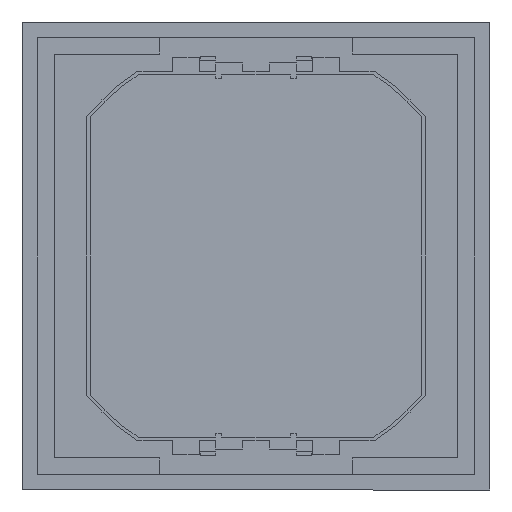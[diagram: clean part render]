
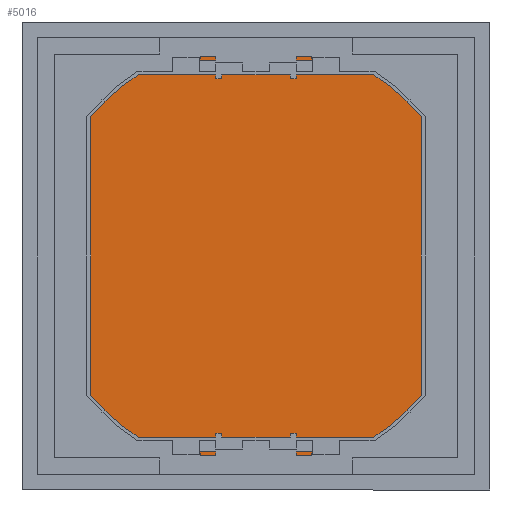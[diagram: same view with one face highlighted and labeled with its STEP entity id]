
A CAD part, front view. The second image highlights one B-rep face of the part: STEP entity #5016.
In plain terms, the highlighted planar face has unit normal (0, -1, 0).
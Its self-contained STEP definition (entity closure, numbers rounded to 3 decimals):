
#137 = FACE_OUTER_BOUND ( 'NONE', #11689, .T. ) ;
#606 = DIRECTION ( 'NONE',  ( 0., 0., -1. ) ) ;
#613 = EDGE_CURVE ( 'NONE', #6166, #1418, #11197, .T. ) ;
#970 = CARTESIAN_POINT ( 'NONE',  ( -142.5, -4., -142.5 ) ) ;
#1418 = VERTEX_POINT ( 'NONE', #13467 ) ;
#2218 = ORIENTED_EDGE ( 'NONE', *, *, #4561, .F. ) ;
#2277 = ORIENTED_EDGE ( 'NONE', *, *, #10776, .F. ) ;
#2440 = LINE ( 'NONE', #11900, #2682 ) ;
#2462 = DIRECTION ( 'NONE',  ( 0., 1., 0. ) ) ;
#2682 = VECTOR ( 'NONE', #8308, 1000. ) ;
#3159 = LINE ( 'NONE', #10906, #13902 ) ;
#3915 = DIRECTION ( 'NONE',  ( 1., 0., 0. ) ) ;
#4561 = EDGE_CURVE ( 'NONE', #1418, #5183, #5943, .T. ) ;
#5016 = ADVANCED_FACE ( 'NONE', ( #137 ), #12744, .F. ) ;
#5183 = VERTEX_POINT ( 'NONE', #9423 ) ;
#5943 = LINE ( 'NONE', #10504, #10815 ) ;
#6166 = VERTEX_POINT ( 'NONE', #6189 ) ;
#6189 = CARTESIAN_POINT ( 'NONE',  ( -142.5, -4., -142.5 ) ) ;
#6768 = AXIS2_PLACEMENT_3D ( 'NONE', #10559, #2462, #11625 ) ;
#8308 = DIRECTION ( 'NONE',  ( -1., 0., 0. ) ) ;
#8599 = ORIENTED_EDGE ( 'NONE', *, *, #14749, .F. ) ;
#8653 = CARTESIAN_POINT ( 'NONE',  ( 142.5, -4., -142.5 ) ) ;
#9080 = VERTEX_POINT ( 'NONE', #8653 ) ;
#9397 = VECTOR ( 'NONE', #10066, 1000. ) ;
#9423 = CARTESIAN_POINT ( 'NONE',  ( 142.5, -4., 142.5 ) ) ;
#9463 = ORIENTED_EDGE ( 'NONE', *, *, #613, .F. ) ;
#10066 = DIRECTION ( 'NONE',  ( 0., 0., 1. ) ) ;
#10504 = CARTESIAN_POINT ( 'NONE',  ( -142.5, -4., 142.5 ) ) ;
#10559 = CARTESIAN_POINT ( 'NONE',  ( -142.5, -4., 142.5 ) ) ;
#10776 = EDGE_CURVE ( 'NONE', #9080, #6166, #2440, .T. ) ;
#10815 = VECTOR ( 'NONE', #3915, 1000. ) ;
#10906 = CARTESIAN_POINT ( 'NONE',  ( 142.5, -4., -142.5 ) ) ;
#11197 = LINE ( 'NONE', #970, #9397 ) ;
#11625 = DIRECTION ( 'NONE',  ( 0., 0., 1. ) ) ;
#11689 = EDGE_LOOP ( 'NONE', ( #9463, #2277, #8599, #2218 ) ) ;
#11900 = CARTESIAN_POINT ( 'NONE',  ( -142.5, -4., -142.5 ) ) ;
#12744 = PLANE ( 'NONE',  #6768 ) ;
#13467 = CARTESIAN_POINT ( 'NONE',  ( -142.5, -4., 142.5 ) ) ;
#13902 = VECTOR ( 'NONE', #606, 1000. ) ;
#14749 = EDGE_CURVE ( 'NONE', #5183, #9080, #3159, .T. ) ;
